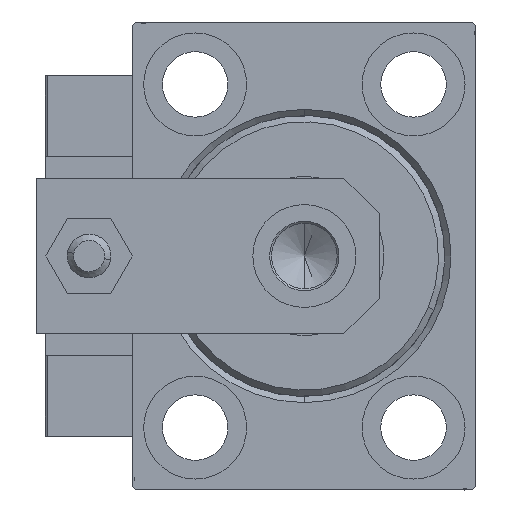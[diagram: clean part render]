
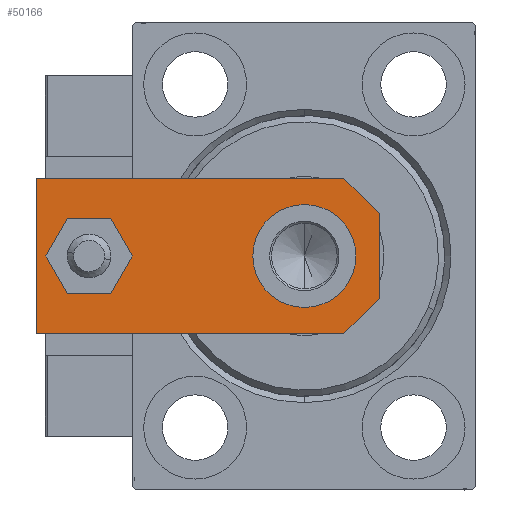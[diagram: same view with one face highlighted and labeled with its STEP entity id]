
A CAD part, left-side view. The second image highlights one B-rep face of the part: STEP entity #50166.
In plain terms, the highlighted face is planar.
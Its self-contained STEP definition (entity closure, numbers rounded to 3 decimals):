
#701 = VERTEX_POINT ( 'NONE', #42222 ) ;
#1063 = EDGE_LOOP ( 'NONE', ( #32531, #38470, #26769, #18416, #20218, #25743 ) ) ;
#1923 = FACE_OUTER_BOUND ( 'NONE', #1063, .T. ) ;
#2187 = PLANE ( 'NONE',  #18279 ) ;
#2899 = CARTESIAN_POINT ( 'NONE',  ( -12.5, 55., 6. ) ) ;
#3156 = EDGE_CURVE ( 'NONE', #37330, #23311, #49903, .T. ) ;
#3157 = EDGE_CURVE ( 'NONE', #13469, #701, #14653, .T. ) ;
#3331 = LINE ( 'NONE', #37813, #20281 ) ;
#3872 = DIRECTION ( 'NONE',  ( 1., 0., 0. ) ) ;
#5205 = VECTOR ( 'NONE', #30854, 1000. ) ;
#5705 = AXIS2_PLACEMENT_3D ( 'NONE', #26420, #19310, #3872 ) ;
#6308 = VERTEX_POINT ( 'NONE', #6498 ) ;
#6498 = CARTESIAN_POINT ( 'NONE',  ( -8.25, 12., 6. ) ) ;
#6830 = CARTESIAN_POINT ( 'NONE',  ( -12.5, 55., 6. ) ) ;
#7184 = CARTESIAN_POINT ( 'NONE',  ( -12.5, 5.66, 6. ) ) ;
#7327 = EDGE_CURVE ( 'NONE', #23311, #13469, #49912, .T. ) ;
#8961 = LINE ( 'NONE', #13257, #43671 ) ;
#9932 = DIRECTION ( 'NONE',  ( 1., 0., 0. ) ) ;
#10484 = EDGE_LOOP ( 'NONE', ( #44780, #47901 ) ) ;
#11712 = CARTESIAN_POINT ( 'NONE',  ( 8.25, 12., 6. ) ) ;
#12026 = CIRCLE ( 'NONE', #40394, 4. ) ;
#13257 = CARTESIAN_POINT ( 'NONE',  ( 3.42, -3.42, 6. ) ) ;
#13469 = VERTEX_POINT ( 'NONE', #7184 ) ;
#13481 = CARTESIAN_POINT ( 'NONE',  ( 0., 12., 6. ) ) ;
#14053 = FACE_BOUND ( 'NONE', #10484, .T. ) ;
#14653 = LINE ( 'NONE', #15399, #5205 ) ;
#15163 = DIRECTION ( 'NONE',  ( 0., -1., 0. ) ) ;
#15399 = CARTESIAN_POINT ( 'NONE',  ( -3.42, -3.42, 6. ) ) ;
#16354 = DIRECTION ( 'NONE',  ( 0., 0., 1. ) ) ;
#17167 = EDGE_CURVE ( 'NONE', #32927, #40828, #12026, .T. ) ;
#18186 = DIRECTION ( 'NONE',  ( 1., 0., 0. ) ) ;
#18279 = AXIS2_PLACEMENT_3D ( 'NONE', #25219, #45262, #49065 ) ;
#18416 = ORIENTED_EDGE ( 'NONE', *, *, #23198, .T. ) ;
#18452 = CARTESIAN_POINT ( 'NONE',  ( 0., 12., 6. ) ) ;
#19272 = EDGE_CURVE ( 'NONE', #6308, #49337, #50117, .T. ) ;
#19310 = DIRECTION ( 'NONE',  ( 0., 0., 1. ) ) ;
#20109 = CIRCLE ( 'NONE', #32259, 8.25 ) ;
#20218 = ORIENTED_EDGE ( 'NONE', *, *, #32400, .T. ) ;
#20281 = VECTOR ( 'NONE', #22319, 1000. ) ;
#20617 = DIRECTION ( 'NONE',  ( 0., 0., 1. ) ) ;
#21334 = DIRECTION ( 'NONE',  ( 0., 0., 1. ) ) ;
#21947 = EDGE_CURVE ( 'NONE', #40828, #32927, #26748, .T. ) ;
#22319 = DIRECTION ( 'NONE',  ( 0., 1., 0. ) ) ;
#22531 = ORIENTED_EDGE ( 'NONE', *, *, #19272, .F. ) ;
#23198 = EDGE_CURVE ( 'NONE', #38529, #28994, #8961, .T. ) ;
#23311 = VERTEX_POINT ( 'NONE', #2899 ) ;
#24765 = VECTOR ( 'NONE', #15163, 1000. ) ;
#25219 = CARTESIAN_POINT ( 'NONE',  ( 0., 0., 6. ) ) ;
#25743 = ORIENTED_EDGE ( 'NONE', *, *, #3156, .T. ) ;
#26420 = CARTESIAN_POINT ( 'NONE',  ( 0., 46.5, 6. ) ) ;
#26532 = EDGE_CURVE ( 'NONE', #49337, #6308, #20109, .T. ) ;
#26748 = CIRCLE ( 'NONE', #5705, 4. ) ;
#26769 = ORIENTED_EDGE ( 'NONE', *, *, #29945, .T. ) ;
#27708 = DIRECTION ( 'NONE',  ( 1., 0., 0. ) ) ;
#28626 = VECTOR ( 'NONE', #45857, 1000. ) ;
#28994 = VERTEX_POINT ( 'NONE', #29882 ) ;
#29388 = EDGE_LOOP ( 'NONE', ( #22531, #46118 ) ) ;
#29882 = CARTESIAN_POINT ( 'NONE',  ( 12.5, 5.66, 6. ) ) ;
#29945 = EDGE_CURVE ( 'NONE', #701, #38529, #42023, .T. ) ;
#30854 = DIRECTION ( 'NONE',  ( 0.707, -0.707, 0. ) ) ;
#32259 = AXIS2_PLACEMENT_3D ( 'NONE', #18452, #16354, #38979 ) ;
#32277 = CARTESIAN_POINT ( 'NONE',  ( 4., 46.5, 6. ) ) ;
#32400 = EDGE_CURVE ( 'NONE', #28994, #37330, #3331, .T. ) ;
#32531 = ORIENTED_EDGE ( 'NONE', *, *, #7327, .T. ) ;
#32927 = VERTEX_POINT ( 'NONE', #48073 ) ;
#33903 = CARTESIAN_POINT ( 'NONE',  ( 12.5, 55., 6. ) ) ;
#35596 = CARTESIAN_POINT ( 'NONE',  ( 0., 46.5, 6. ) ) ;
#35821 = CARTESIAN_POINT ( 'NONE',  ( 6.84, 0., 6. ) ) ;
#36916 = FACE_BOUND ( 'NONE', #29388, .T. ) ;
#37263 = VECTOR ( 'NONE', #18186, 1000. ) ;
#37330 = VERTEX_POINT ( 'NONE', #33903 ) ;
#37813 = CARTESIAN_POINT ( 'NONE',  ( 12.5, 0., 6. ) ) ;
#38470 = ORIENTED_EDGE ( 'NONE', *, *, #3157, .T. ) ;
#38529 = VERTEX_POINT ( 'NONE', #35821 ) ;
#38979 = DIRECTION ( 'NONE',  ( 1., 0., 0. ) ) ;
#40169 = DIRECTION ( 'NONE',  ( 0.707, 0.707, 0. ) ) ;
#40394 = AXIS2_PLACEMENT_3D ( 'NONE', #35596, #20617, #27708 ) ;
#40828 = VERTEX_POINT ( 'NONE', #32277 ) ;
#41527 = CARTESIAN_POINT ( 'NONE',  ( -12.5, 0., 6. ) ) ;
#41568 = CARTESIAN_POINT ( 'NONE',  ( 12.5, 55., 6. ) ) ;
#42023 = LINE ( 'NONE', #41527, #37263 ) ;
#42222 = CARTESIAN_POINT ( 'NONE',  ( -6.84, 0., 6. ) ) ;
#42898 = AXIS2_PLACEMENT_3D ( 'NONE', #13481, #21334, #9932 ) ;
#43671 = VECTOR ( 'NONE', #40169, 1000. ) ;
#44780 = ORIENTED_EDGE ( 'NONE', *, *, #17167, .F. ) ;
#45262 = DIRECTION ( 'NONE',  ( 0., 0., 1. ) ) ;
#45857 = DIRECTION ( 'NONE',  ( -1., 0., 0. ) ) ;
#46118 = ORIENTED_EDGE ( 'NONE', *, *, #26532, .F. ) ;
#47901 = ORIENTED_EDGE ( 'NONE', *, *, #21947, .F. ) ;
#48073 = CARTESIAN_POINT ( 'NONE',  ( -4., 46.5, 6. ) ) ;
#49065 = DIRECTION ( 'NONE',  ( 1., 0., 0. ) ) ;
#49337 = VERTEX_POINT ( 'NONE', #11712 ) ;
#49903 = LINE ( 'NONE', #41568, #28626 ) ;
#49912 = LINE ( 'NONE', #6830, #24765 ) ;
#50117 = CIRCLE ( 'NONE', #42898, 8.25 ) ;
#50166 = ADVANCED_FACE ( 'NONE', ( #14053, #1923, #36916 ), #2187, .T. ) ;
